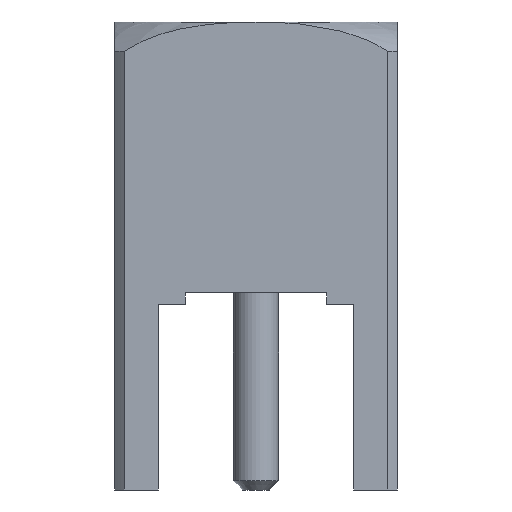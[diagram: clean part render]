
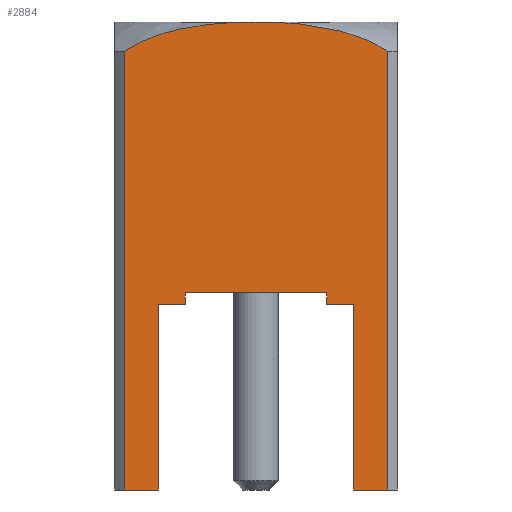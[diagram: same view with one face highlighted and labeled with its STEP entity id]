
A CAD part, left-side view. The second image highlights one B-rep face of the part: STEP entity #2884.
In plain terms, the highlighted planar face has unit normal (-1, 0, 0).
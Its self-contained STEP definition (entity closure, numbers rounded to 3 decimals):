
#51=B_SPLINE_CURVE_WITH_KNOTS('',3,(#3949,#3950,#3951,#3952,#3953,#3954,
#3955),.UNSPECIFIED.,.F.,.F.,(4,1,1,1,4),(0.017,0.019,
0.02,0.022,0.023),.UNSPECIFIED.);
#329=ORIENTED_EDGE('',*,*,#892,.F.);
#330=ORIENTED_EDGE('',*,*,#921,.F.);
#331=ORIENTED_EDGE('',*,*,#887,.F.);
#332=ORIENTED_EDGE('',*,*,#877,.F.);
#333=ORIENTED_EDGE('',*,*,#873,.T.);
#334=ORIENTED_EDGE('',*,*,#872,.F.);
#335=ORIENTED_EDGE('',*,*,#920,.F.);
#336=ORIENTED_EDGE('',*,*,#922,.T.);
#337=ORIENTED_EDGE('',*,*,#893,.T.);
#338=ORIENTED_EDGE('',*,*,#864,.F.);
#339=ORIENTED_EDGE('',*,*,#863,.F.);
#340=ORIENTED_EDGE('',*,*,#860,.T.);
#860=EDGE_CURVE('',#1172,#1171,#1379,.T.);
#863=EDGE_CURVE('',#1172,#1173,#1382,.T.);
#864=EDGE_CURVE('',#1173,#1174,#1383,.T.);
#872=EDGE_CURVE('',#1180,#1177,#1391,.T.);
#873=EDGE_CURVE('',#1181,#1177,#1392,.T.);
#877=EDGE_CURVE('',#1181,#1183,#1395,.T.);
#887=EDGE_CURVE('',#1183,#1193,#1404,.T.);
#892=EDGE_CURVE('',#1196,#1171,#1407,.F.);
#893=EDGE_CURVE('',#1197,#1174,#1408,.T.);
#920=EDGE_CURVE('',#1214,#1180,#1433,.T.);
#921=EDGE_CURVE('',#1193,#1196,#51,.T.);
#922=EDGE_CURVE('',#1214,#1197,#1434,.T.);
#1171=VERTEX_POINT('',#3813);
#1172=VERTEX_POINT('',#3815);
#1173=VERTEX_POINT('',#3819);
#1174=VERTEX_POINT('',#3823);
#1177=VERTEX_POINT('',#3831);
#1180=VERTEX_POINT('',#3837);
#1181=VERTEX_POINT('',#3841);
#1183=VERTEX_POINT('',#3846);
#1193=VERTEX_POINT('',#3872);
#1196=VERTEX_POINT('',#3880);
#1197=VERTEX_POINT('',#3884);
#1214=VERTEX_POINT('',#3946);
#1379=LINE('',#3814,#1547);
#1382=LINE('',#3820,#1550);
#1383=LINE('',#3822,#1551);
#1391=LINE('',#3838,#1559);
#1392=LINE('',#3840,#1560);
#1395=LINE('',#3848,#1563);
#1404=LINE('',#3871,#1572);
#1407=LINE('',#3881,#1575);
#1408=LINE('',#3883,#1576);
#1433=LINE('',#3947,#1601);
#1434=LINE('',#3956,#1602);
#1547=VECTOR('',#3217,1000.);
#1550=VECTOR('',#3222,1000.);
#1551=VECTOR('',#3225,1000.);
#1559=VECTOR('',#3235,1000.);
#1560=VECTOR('',#3238,1000.);
#1563=VECTOR('',#3245,1000.);
#1572=VECTOR('',#3264,1000.);
#1575=VECTOR('',#3273,1000.);
#1576=VECTOR('',#3276,1000.);
#1601=VECTOR('',#3315,1000.);
#1602=VECTOR('',#3318,1000.);
#1727=EDGE_LOOP('',(#329,#330,#331,#332,#333,#334,#335,#336,#337,#338,#339,
#340));
#1859=FACE_BOUND('',#1727,.T.);
#1989=PLANE('',#3013);
#2884=ADVANCED_FACE('',(#1859),#1989,.T.);
#3013=AXIS2_PLACEMENT_3D('',#3948,#3316,#3317);
#3217=DIRECTION('',(0.,-1.,0.));
#3222=DIRECTION('',(0.,0.,1.));
#3225=DIRECTION('',(0.,1.,0.));
#3235=DIRECTION('',(0.,1.,0.));
#3238=DIRECTION('',(0.,0.,1.));
#3245=DIRECTION('',(0.,1.,0.));
#3264=DIRECTION('',(0.,0.,1.));
#3273=DIRECTION('',(0.,0.,1.));
#3276=DIRECTION('',(0.,0.,-1.));
#3315=DIRECTION('',(0.,0.,-1.));
#3316=DIRECTION('',(-1.,0.,0.));
#3317=DIRECTION('',(0.,0.,1.));
#3318=DIRECTION('',(0.,-1.,0.));
#3813=CARTESIAN_POINT('',(-3.,-2.795,-6.94));
#3814=CARTESIAN_POINT('',(-3.,-2.08,-6.94));
#3815=CARTESIAN_POINT('',(-3.,-2.08,-6.94));
#3819=CARTESIAN_POINT('',(-3.,-2.08,-3.));
#3820=CARTESIAN_POINT('',(-3.,-2.08,-6.94));
#3822=CARTESIAN_POINT('',(-3.,-3.,-3.));
#3823=CARTESIAN_POINT('',(-3.,-1.5,-3.));
#3831=CARTESIAN_POINT('',(-3.,2.08,-3.));
#3837=CARTESIAN_POINT('',(-3.,1.5,-3.));
#3838=CARTESIAN_POINT('',(-3.,-3.,-3.));
#3840=CARTESIAN_POINT('',(-3.,2.08,-6.94));
#3841=CARTESIAN_POINT('',(-3.,2.08,-6.94));
#3846=CARTESIAN_POINT('',(-3.,2.795,-6.94));
#3848=CARTESIAN_POINT('',(-3.,2.08,-6.94));
#3871=CARTESIAN_POINT('',(-3.,2.795,-7.));
#3872=CARTESIAN_POINT('',(-3.,2.795,2.379));
#3880=CARTESIAN_POINT('',(-3.,-2.795,2.379));
#3881=CARTESIAN_POINT('',(-3.,-2.795,-7.));
#3883=CARTESIAN_POINT('',(-3.,-1.5,-2.75));
#3884=CARTESIAN_POINT('',(-3.,-1.5,-2.75));
#3946=CARTESIAN_POINT('',(-3.,1.5,-2.75));
#3947=CARTESIAN_POINT('',(-3.,1.5,-2.75));
#3948=CARTESIAN_POINT('',(-3.,-3.,-3.));
#3949=CARTESIAN_POINT('',(-3.,2.795,2.379));
#3950=CARTESIAN_POINT('',(-3.,2.39,2.646));
#3951=CARTESIAN_POINT('',(-3.,1.455,2.95));
#3952=CARTESIAN_POINT('',(-3.,0.006,3.022));
#3953=CARTESIAN_POINT('',(-3.,-1.445,2.952));
#3954=CARTESIAN_POINT('',(-3.,-2.388,2.647));
#3955=CARTESIAN_POINT('',(-3.,-2.795,2.379));
#3956=CARTESIAN_POINT('',(-3.,1.5,-2.75));
